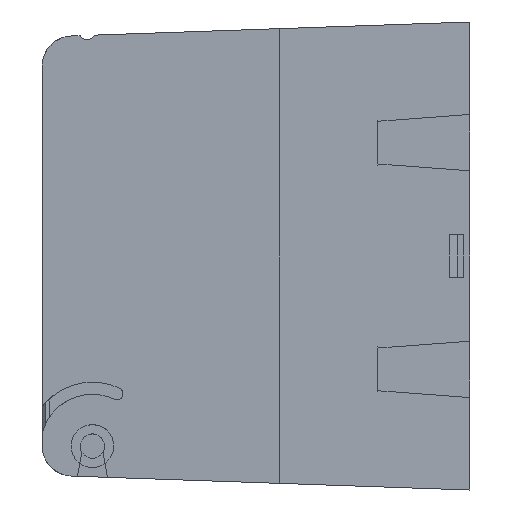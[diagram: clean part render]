
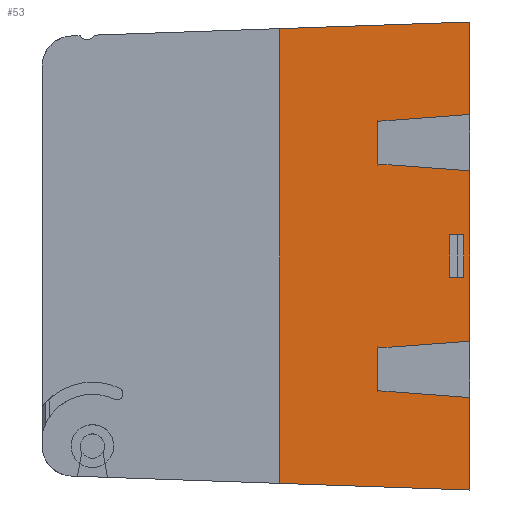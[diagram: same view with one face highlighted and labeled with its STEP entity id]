
A CAD part, left-side view. The second image highlights one B-rep face of the part: STEP entity #53.
In plain terms, the highlighted planar face has unit normal (-1, 0, 0).
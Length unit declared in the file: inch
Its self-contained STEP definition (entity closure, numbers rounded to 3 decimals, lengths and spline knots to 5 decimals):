
#53 = ADVANCED_FACE ( 'NONE', ( #7735, #7707 ), #2525, .T. ) ;
#172 = EDGE_CURVE ( 'NONE', #20831, #3447, #7335, .T. ) ;
#209 = EDGE_CURVE ( 'NONE', #4427, #3447, #7261, .T. ) ;
#372 = EDGE_CURVE ( 'NONE', #18656, #4427, #6666, .T. ) ;
#459 = EDGE_CURVE ( 'NONE', #18656, #22937, #6785, .T. ) ;
#683 = EDGE_CURVE ( 'NONE', #22937, #15487, #5929, .T. ) ;
#839 = EDGE_CURVE ( 'NONE', #15332, #15487, #5422, .T. ) ;
#877 = EDGE_CURVE ( 'NONE', #15332, #23919, #5253, .T. ) ;
#1042 = EDGE_CURVE ( 'NONE', #15466, #23919, #4713, .T. ) ;
#1151 = DIRECTION ( 'NONE',  ( 0., 0., 1. ) ) ;
#1323 = VECTOR ( 'NONE', #16662, 39.37008 ) ;
#1325 = EDGE_CURVE ( 'NONE', #5518, #15466, #3570, .T. ) ;
#1362 = EDGE_CURVE ( 'NONE', #26251, #5518, #3457, .T. ) ;
#1385 = LINE ( 'NONE', #17605, #1323 ) ;
#1530 = EDGE_CURVE ( 'NONE', #17892, #26251, #2789, .T. ) ;
#1568 = EDGE_CURVE ( 'NONE', #17892, #20831, #2739, .T. ) ;
#1643 = LINE ( 'NONE', #18685, #1732 ) ;
#1725 = EDGE_CURVE ( 'NONE', #6028, #7168, #2259, .T. ) ;
#1732 = VECTOR ( 'NONE', #18809, 39.37008 ) ;
#1775 = EDGE_CURVE ( 'NONE', #25448, #6028, #2463, .T. ) ;
#1942 = EDGE_CURVE ( 'NONE', #25448, #16013, #1643, .T. ) ;
#1963 = EDGE_LOOP ( 'NONE', ( #5325, #5578, #5580, #5718 ) ) ;
#2042 = CARTESIAN_POINT ( 'NONE',  ( -0.465, 0.04, 0.14 ) ) ;
#2090 = DIRECTION ( 'NONE',  ( 0., 0., 1. ) ) ;
#2093 = EDGE_CURVE ( 'NONE', #16013, #7168, #1385, .T. ) ;
#2148 = DIRECTION ( 'NONE',  ( -1., 0., 0. ) ) ;
#2200 = VECTOR ( 'NONE', #21436, 39.37008 ) ;
#2224 = VECTOR ( 'NONE', #21969, 39.37008 ) ;
#2259 = LINE ( 'NONE', #22040, #2224 ) ;
#2312 = DIRECTION ( 'NONE',  ( 0., -0.997, -0.074 ) ) ;
#2331 = CARTESIAN_POINT ( 'NONE',  ( -0.465, 0.594, -0.5 ) ) ;
#2463 = LINE ( 'NONE', #21447, #2200 ) ;
#2525 = PLANE ( 'NONE',  #10778 ) ;
#2564 = CARTESIAN_POINT ( 'NONE',  ( -0.465, 0.62245, -0.88387 ) ) ;
#2613 = VECTOR ( 'NONE', #1151, 39.37008 ) ;
#2681 = CARTESIAN_POINT ( 'NONE',  ( -0.465, 1.25, -0.5 ) ) ;
#2724 = DIRECTION ( 'NONE',  ( 0., 0., 1. ) ) ;
#2739 = LINE ( 'NONE', #26562, #2613 ) ;
#2789 = LINE ( 'NONE', #2564, #2842 ) ;
#2842 = VECTOR ( 'NONE', #2312, 39.37008 ) ;
#2967 = ORIENTED_EDGE ( 'NONE', *, *, #172, .T. ) ;
#3257 = ORIENTED_EDGE ( 'NONE', *, *, #209, .F. ) ;
#3354 = VECTOR ( 'NONE', #20108, 39.37008 ) ;
#3357 = EDGE_LOOP ( 'NONE', ( #2967, #3257, #3651, #3657, #3824, #3876, #4218, #4578, #4602, #4753, #4780, #4922 ) ) ;
#3447 = VERTEX_POINT ( 'NONE', #9047 ) ;
#3457 = LINE ( 'NONE', #19847, #3354 ) ;
#3563 = VECTOR ( 'NONE', #21805, 39.37008 ) ;
#3570 = LINE ( 'NONE', #22165, #3563 ) ;
#3648 = CARTESIAN_POINT ( 'NONE',  ( -0.465, 1.25, 1.49391 ) ) ;
#3651 = ORIENTED_EDGE ( 'NONE', *, *, #372, .F. ) ;
#3657 = ORIENTED_EDGE ( 'NONE', *, *, #459, .T. ) ;
#3824 = ORIENTED_EDGE ( 'NONE', *, *, #683, .T. ) ;
#3876 = ORIENTED_EDGE ( 'NONE', *, *, #839, .F. ) ;
#4146 = CARTESIAN_POINT ( 'NONE',  ( -0.465, 1.25, -1.49391 ) ) ;
#4170 = CARTESIAN_POINT ( 'NONE',  ( -0.465, 0., 0.56 ) ) ;
#4218 = ORIENTED_EDGE ( 'NONE', *, *, #877, .T. ) ;
#4244 = CARTESIAN_POINT ( 'NONE',  ( -0.465, 0.604, 0.88523 ) ) ;
#4427 = VERTEX_POINT ( 'NONE', #4170 ) ;
#4468 = VECTOR ( 'NONE', #2724, 39.37008 ) ;
#4578 = ORIENTED_EDGE ( 'NONE', *, *, #1042, .F. ) ;
#4602 = ORIENTED_EDGE ( 'NONE', *, *, #1325, .F. ) ;
#4713 = LINE ( 'NONE', #2681, #4468 ) ;
#4753 = ORIENTED_EDGE ( 'NONE', *, *, #1362, .F. ) ;
#4780 = ORIENTED_EDGE ( 'NONE', *, *, #1530, .F. ) ;
#4922 = ORIENTED_EDGE ( 'NONE', *, *, #1568, .T. ) ;
#5253 = LINE ( 'NONE', #7465, #5476 ) ;
#5325 = ORIENTED_EDGE ( 'NONE', *, *, #1725, .F. ) ;
#5335 = VECTOR ( 'NONE', #10112, 39.37008 ) ;
#5422 = LINE ( 'NONE', #7831, #5335 ) ;
#5476 = VECTOR ( 'NONE', #25893, 39.37008 ) ;
#5518 = VERTEX_POINT ( 'NONE', #19794 ) ;
#5578 = ORIENTED_EDGE ( 'NONE', *, *, #1775, .F. ) ;
#5580 = ORIENTED_EDGE ( 'NONE', *, *, #1942, .T. ) ;
#5718 = ORIENTED_EDGE ( 'NONE', *, *, #2093, .T. ) ;
#5859 = VECTOR ( 'NONE', #13105, 39.37008 ) ;
#5929 = LINE ( 'NONE', #13046, #5859 ) ;
#6028 = VERTEX_POINT ( 'NONE', #25164 ) ;
#6454 = VECTOR ( 'NONE', #18013, 39.37008 ) ;
#6666 = LINE ( 'NONE', #18537, #6739 ) ;
#6739 = VECTOR ( 'NONE', #18541, 39.37008 ) ;
#6785 = LINE ( 'NONE', #17911, #6454 ) ;
#7168 = VERTEX_POINT ( 'NONE', #2042 ) ;
#7212 = VECTOR ( 'NONE', #23996, 39.37008 ) ;
#7261 = LINE ( 'NONE', #24032, #7212 ) ;
#7335 = LINE ( 'NONE', #24092, #7517 ) ;
#7465 = CARTESIAN_POINT ( 'NONE',  ( -0.465, 1.1485, 1.49745 ) ) ;
#7517 = VECTOR ( 'NONE', #24340, 39.37008 ) ;
#7707 = FACE_BOUND ( 'NONE', #1963, .T. ) ;
#7735 = FACE_OUTER_BOUND ( 'NONE', #3357, .T. ) ;
#7831 = CARTESIAN_POINT ( 'NONE',  ( -0.465, 0., 1.4375 ) ) ;
#8707 = CARTESIAN_POINT ( 'NONE',  ( -0.465, 0.133, 0.14 ) ) ;
#9047 = CARTESIAN_POINT ( 'NONE',  ( -0.465, 0., -0.56 ) ) ;
#10112 = DIRECTION ( 'NONE',  ( 0., 0., -1. ) ) ;
#10778 = AXIS2_PLACEMENT_3D ( 'NONE', #2331, #2148, #2090 ) ;
#13046 = CARTESIAN_POINT ( 'NONE',  ( -0.465, 0., 0.93 ) ) ;
#13105 = DIRECTION ( 'NONE',  ( 0., -0.997, 0.074 ) ) ;
#13494 = CARTESIAN_POINT ( 'NONE',  ( -0.465, 0., -0.93 ) ) ;
#14885 = CARTESIAN_POINT ( 'NONE',  ( -0.465, 0., 0.93 ) ) ;
#15332 = VERTEX_POINT ( 'NONE', #17922 ) ;
#15402 = CARTESIAN_POINT ( 'NONE',  ( -0.465, 0.133, -0.14 ) ) ;
#15466 = VERTEX_POINT ( 'NONE', #4146 ) ;
#15487 = VERTEX_POINT ( 'NONE', #14885 ) ;
#16013 = VERTEX_POINT ( 'NONE', #8707 ) ;
#16662 = DIRECTION ( 'NONE',  ( 0., -1., 0. ) ) ;
#17605 = CARTESIAN_POINT ( 'NONE',  ( -0.465, 0.133, 0.14 ) ) ;
#17892 = VERTEX_POINT ( 'NONE', #20453 ) ;
#17911 = CARTESIAN_POINT ( 'NONE',  ( -0.465, 0.604, 0.56 ) ) ;
#17922 = CARTESIAN_POINT ( 'NONE',  ( -0.465, 0., 1.53756 ) ) ;
#18013 = DIRECTION ( 'NONE',  ( 0., 0., 1. ) ) ;
#18537 = CARTESIAN_POINT ( 'NONE',  ( -0.465, 0.51262, 0.59799 ) ) ;
#18541 = DIRECTION ( 'NONE',  ( 0., -0.997, -0.074 ) ) ;
#18656 = VERTEX_POINT ( 'NONE', #23229 ) ;
#18685 = CARTESIAN_POINT ( 'NONE',  ( -0.465, 0.133, -0.14 ) ) ;
#18809 = DIRECTION ( 'NONE',  ( 0., 0., 1. ) ) ;
#19794 = CARTESIAN_POINT ( 'NONE',  ( -0.465, 0., -1.53756 ) ) ;
#19847 = CARTESIAN_POINT ( 'NONE',  ( -0.465, 0., 1.4375 ) ) ;
#20108 = DIRECTION ( 'NONE',  ( 0., 0., -1. ) ) ;
#20453 = CARTESIAN_POINT ( 'NONE',  ( -0.465, 0.604, -0.88523 ) ) ;
#20831 = VERTEX_POINT ( 'NONE', #22067 ) ;
#21436 = DIRECTION ( 'NONE',  ( 0., -1., 0. ) ) ;
#21447 = CARTESIAN_POINT ( 'NONE',  ( -0.465, 0.133, -0.14 ) ) ;
#21805 = DIRECTION ( 'NONE',  ( 0., 0.999, 0.035 ) ) ;
#21969 = DIRECTION ( 'NONE',  ( 0., 0., 1. ) ) ;
#22040 = CARTESIAN_POINT ( 'NONE',  ( -0.465, 0.04, -0.14 ) ) ;
#22067 = CARTESIAN_POINT ( 'NONE',  ( -0.465, 0.604, -0.60477 ) ) ;
#22165 = CARTESIAN_POINT ( 'NONE',  ( -0.465, 1.1485, -1.49745 ) ) ;
#22937 = VERTEX_POINT ( 'NONE', #4244 ) ;
#23229 = CARTESIAN_POINT ( 'NONE',  ( -0.465, 0.604, 0.60477 ) ) ;
#23919 = VERTEX_POINT ( 'NONE', #3648 ) ;
#23996 = DIRECTION ( 'NONE',  ( 0., 0., -1. ) ) ;
#24032 = CARTESIAN_POINT ( 'NONE',  ( -0.465, 0., 1.4375 ) ) ;
#24092 = CARTESIAN_POINT ( 'NONE',  ( -0.465, 0., -0.56 ) ) ;
#24340 = DIRECTION ( 'NONE',  ( 0., -0.997, 0.074 ) ) ;
#25164 = CARTESIAN_POINT ( 'NONE',  ( -0.465, 0.04, -0.14 ) ) ;
#25448 = VERTEX_POINT ( 'NONE', #15402 ) ;
#25893 = DIRECTION ( 'NONE',  ( 0., 0.999, -0.035 ) ) ;
#26251 = VERTEX_POINT ( 'NONE', #13494 ) ;
#26562 = CARTESIAN_POINT ( 'NONE',  ( -0.465, 0.604, -0.56 ) ) ;
